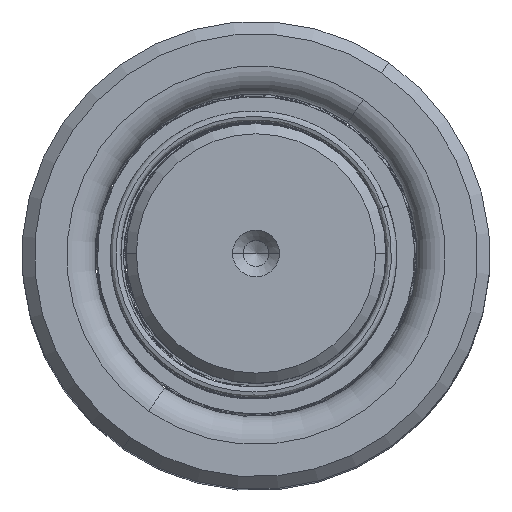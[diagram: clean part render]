
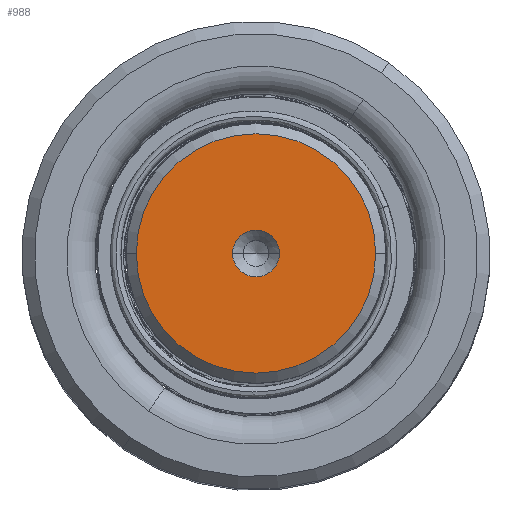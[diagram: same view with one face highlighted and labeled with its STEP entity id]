
A CAD part, top view. The second image highlights one B-rep face of the part: STEP entity #988.
In plain terms, the highlighted planar face has unit normal (0, 0, 1).
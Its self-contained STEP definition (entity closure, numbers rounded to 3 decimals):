
#988 = ADVANCED_FACE ( 'NONE', ( #33792, #35178 ), #25974, .T. ) ;
#2729 = AXIS2_PLACEMENT_3D ( 'NONE', #50174, #11317, #24266 ) ;
#3276 = DIRECTION ( 'NONE',  ( 0., 0., 1. ) ) ;
#3842 = ORIENTED_EDGE ( 'NONE', *, *, #48269, .T. ) ;
#4054 = AXIS2_PLACEMENT_3D ( 'NONE', #55366, #37726, #11733 ) ;
#5899 = EDGE_LOOP ( 'NONE', ( #41681, #13270 ) ) ;
#6032 = VERTEX_POINT ( 'NONE', #17457 ) ;
#11317 = DIRECTION ( 'NONE',  ( 0., 0., 1. ) ) ;
#11733 = DIRECTION ( 'NONE',  ( 1., 0., 0. ) ) ;
#11894 = CARTESIAN_POINT ( 'NONE',  ( 2.25, 0., 180. ) ) ;
#12846 = CARTESIAN_POINT ( 'NONE',  ( 0., 0., 180. ) ) ;
#13270 = ORIENTED_EDGE ( 'NONE', *, *, #22700, .F. ) ;
#15445 = EDGE_CURVE ( 'NONE', #6032, #29393, #53525, .T. ) ;
#17457 = CARTESIAN_POINT ( 'NONE',  ( -11.509, 0., 180. ) ) ;
#20795 = CARTESIAN_POINT ( 'NONE',  ( 0., 0., 180. ) ) ;
#22700 = EDGE_CURVE ( 'NONE', #44236, #37343, #31669, .T. ) ;
#24073 = AXIS2_PLACEMENT_3D ( 'NONE', #20795, #3276, #33666 ) ;
#24266 = DIRECTION ( 'NONE',  ( 1., 0., 0. ) ) ;
#25974 = PLANE ( 'NONE',  #4054 ) ;
#26590 = CARTESIAN_POINT ( 'NONE',  ( 11.509, 0., 180. ) ) ;
#26930 = AXIS2_PLACEMENT_3D ( 'NONE', #12846, #33735, #38069 ) ;
#27453 = EDGE_CURVE ( 'NONE', #37343, #44236, #40530, .T. ) ;
#29393 = VERTEX_POINT ( 'NONE', #26590 ) ;
#30122 = ORIENTED_EDGE ( 'NONE', *, *, #15445, .T. ) ;
#31669 = CIRCLE ( 'NONE', #51744, 2.25 ) ;
#32305 = CIRCLE ( 'NONE', #26930, 11.509 ) ;
#33666 = DIRECTION ( 'NONE',  ( 1., 0., 0. ) ) ;
#33735 = DIRECTION ( 'NONE',  ( 0., 0., 1. ) ) ;
#33792 = FACE_BOUND ( 'NONE', #5899, .T. ) ;
#35134 = EDGE_LOOP ( 'NONE', ( #30122, #3842 ) ) ;
#35178 = FACE_OUTER_BOUND ( 'NONE', #35134, .T. ) ;
#36115 = CARTESIAN_POINT ( 'NONE',  ( -2.25, 0., 180. ) ) ;
#37343 = VERTEX_POINT ( 'NONE', #11894 ) ;
#37726 = DIRECTION ( 'NONE',  ( 0., 0., 1. ) ) ;
#38069 = DIRECTION ( 'NONE',  ( 1., 0., 0. ) ) ;
#39367 = DIRECTION ( 'NONE',  ( 1., 0., 0. ) ) ;
#40530 = CIRCLE ( 'NONE', #2729, 2.25 ) ;
#41681 = ORIENTED_EDGE ( 'NONE', *, *, #27453, .F. ) ;
#44236 = VERTEX_POINT ( 'NONE', #36115 ) ;
#47688 = DIRECTION ( 'NONE',  ( 0., 0., 1. ) ) ;
#48269 = EDGE_CURVE ( 'NONE', #29393, #6032, #32305, .T. ) ;
#50174 = CARTESIAN_POINT ( 'NONE',  ( 0., 0., 180. ) ) ;
#51744 = AXIS2_PLACEMENT_3D ( 'NONE', #51840, #47688, #39367 ) ;
#51840 = CARTESIAN_POINT ( 'NONE',  ( 0., 0., 180. ) ) ;
#53525 = CIRCLE ( 'NONE', #24073, 11.509 ) ;
#55366 = CARTESIAN_POINT ( 'NONE',  ( 0., 0., 180. ) ) ;
